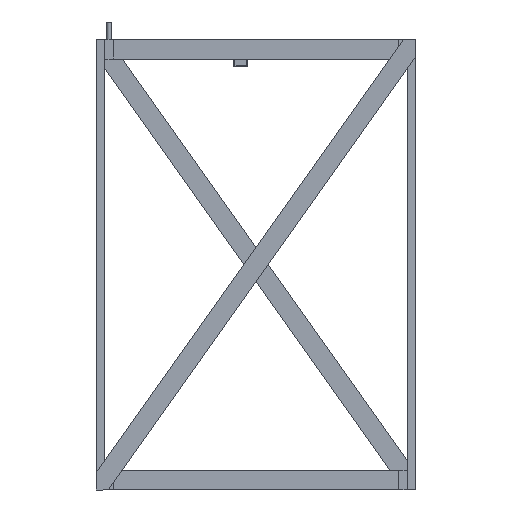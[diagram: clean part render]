
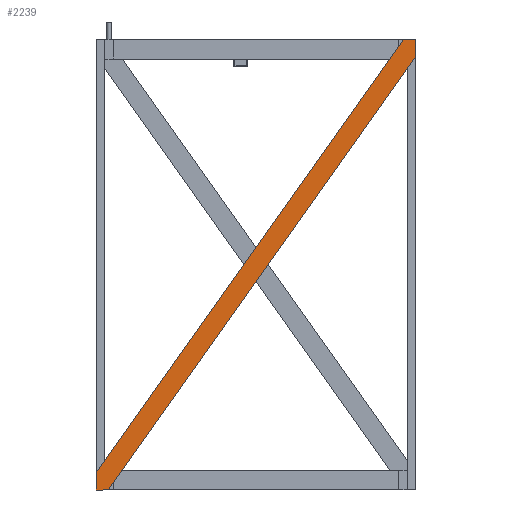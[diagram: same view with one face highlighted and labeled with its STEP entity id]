
A CAD part, front view. The second image highlights one B-rep face of the part: STEP entity #2239.
In plain terms, the highlighted face is planar.
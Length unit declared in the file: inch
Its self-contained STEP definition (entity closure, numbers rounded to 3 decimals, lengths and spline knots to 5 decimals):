
#418=FACE_OUTER_BOUND('',#569,.T.);
#569=EDGE_LOOP('',(#1660,#1661,#1662,#1663,#1664,#1665));
#769=LINE('',#3751,#941);
#777=LINE('',#3767,#949);
#779=LINE('',#3771,#951);
#780=LINE('',#3773,#952);
#781=LINE('',#3775,#953);
#782=LINE('',#3776,#954);
#941=VECTOR('',#2971,0.3937);
#949=VECTOR('',#2983,0.3937);
#951=VECTOR('',#2987,0.3937);
#952=VECTOR('',#2988,0.3937);
#953=VECTOR('',#2989,0.3937);
#954=VECTOR('',#2990,0.3937);
#1098=VERTEX_POINT('',#3747);
#1100=VERTEX_POINT('',#3750);
#1106=VERTEX_POINT('',#3766);
#1107=VERTEX_POINT('',#3770);
#1108=VERTEX_POINT('',#3772);
#1109=VERTEX_POINT('',#3774);
#1301=EDGE_CURVE('',#1100,#1098,#769,.T.);
#1309=EDGE_CURVE('',#1106,#1100,#777,.T.);
#1311=EDGE_CURVE('',#1098,#1107,#779,.T.);
#1312=EDGE_CURVE('',#1107,#1108,#780,.T.);
#1313=EDGE_CURVE('',#1108,#1109,#781,.T.);
#1314=EDGE_CURVE('',#1106,#1109,#782,.T.);
#1660=ORIENTED_EDGE('',*,*,#1301,.T.);
#1661=ORIENTED_EDGE('',*,*,#1311,.T.);
#1662=ORIENTED_EDGE('',*,*,#1312,.T.);
#1663=ORIENTED_EDGE('',*,*,#1313,.T.);
#1664=ORIENTED_EDGE('',*,*,#1314,.F.);
#1665=ORIENTED_EDGE('',*,*,#1309,.T.);
#2151=PLANE('',#2579);
#2239=ADVANCED_FACE('',(#418),#2151,.T.);
#2579=AXIS2_PLACEMENT_3D('',#3769,#2985,#2986);
#2971=DIRECTION('',(0.,-0.578,-0.816));
#2983=DIRECTION('',(0.,0.816,-0.578));
#2985=DIRECTION('center_axis',(-1.,0.,0.));
#2986=DIRECTION('ref_axis',(0.,-1.,0.));
#2987=DIRECTION('',(0.,-1.,0.));
#2988=DIRECTION('',(0.,-0.816,0.578));
#2989=DIRECTION('',(0.,0.578,0.816));
#2990=DIRECTION('',(0.,-1.,0.));
#3747=CARTESIAN_POINT('',(-29.5,-1.2406,0.));
#3750=CARTESIAN_POINT('',(-29.5,0.,1.75));
#3751=CARTESIAN_POINT('',(-29.5,-3.40671,-3.05553));
#3766=CARTESIAN_POINT('',(-29.5,-2.46857,3.5));
#3767=CARTESIAN_POINT('',(-29.5,3.20331,-0.52087));
#3769=CARTESIAN_POINT('Origin',(-29.5,0.,
0.));
#3770=CARTESIAN_POINT('',(-29.5,-94.36157,0.));
#3771=CARTESIAN_POINT('',(-29.5,0.,0.));
#3772=CARTESIAN_POINT('',(-29.5,-96.83491,1.75338));
#3773=CARTESIAN_POINT('',(-29.5,-64.27521,-21.32862));
#3774=CARTESIAN_POINT('',(-29.5,-95.59671,3.5));
#3775=CARTESIAN_POINT('',(-29.5,-81.36951,23.56903));
#3776=CARTESIAN_POINT('',(-29.5,0.,3.5));
